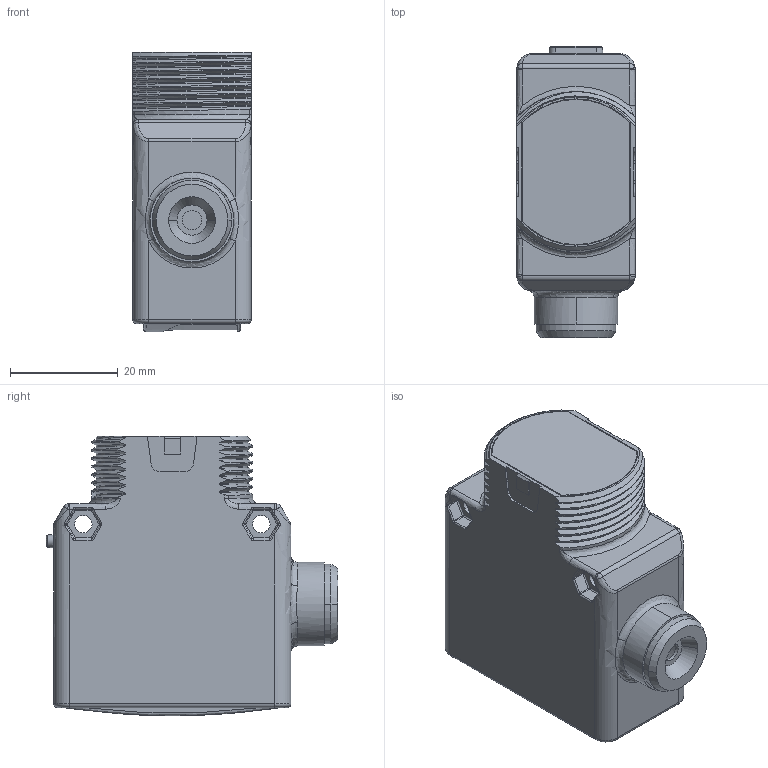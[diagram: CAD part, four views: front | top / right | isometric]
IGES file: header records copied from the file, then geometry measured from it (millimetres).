
Start section:  PTC IGES file: 138506.igs
Global section: file name: 138506.igs; native system: Pro/ENGINEER by Parametric Technology Corporation; preprocessor: 2006170; author: banengservice; organization: Unknown; date: 20080404.142059; units: inch
Bounding box: 22 x 54.07 x 51.8 mm (x, y, z)
Volume: 15986.4 mm3; surface area: 15957 mm2
Topology: 1 solids, 1 shells, 628 faces, 1566 edges, 954 vertices
Faces by surface type: revolution 333, bspline 291, extrusion 4
